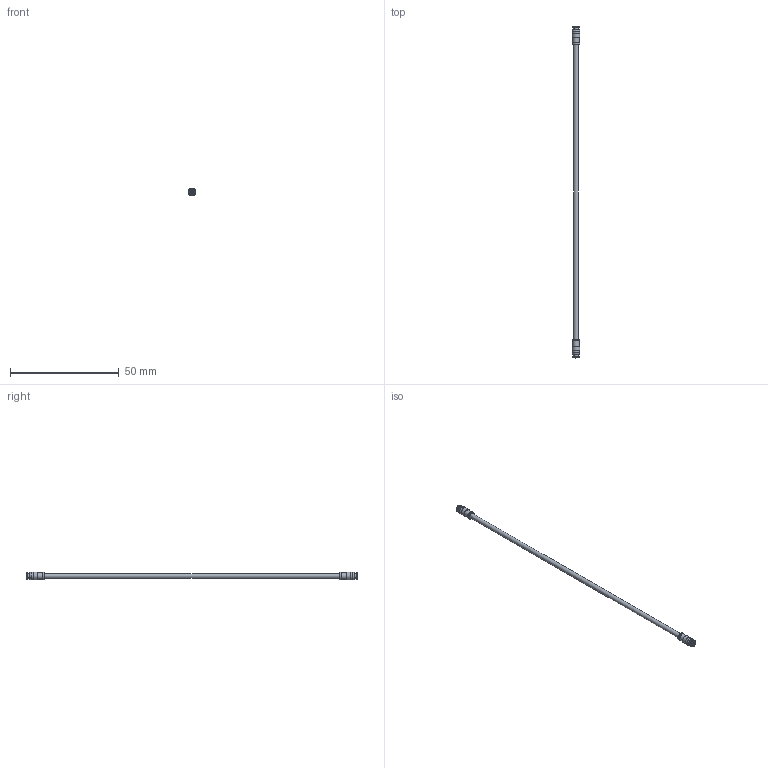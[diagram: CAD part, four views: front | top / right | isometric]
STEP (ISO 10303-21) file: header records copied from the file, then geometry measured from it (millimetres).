
FILE_DESCRIPTION(/* description */ ('Unknown'),/* implementation_level */ '2;1');
FILE_NAME(/* name */ '65503320815301',/* time_stamp */ '2020-01-14T10:37:03+01:00',/* author */ ('Unknown'),/* organization */ ('Unknown'),/* preprocessor_version */ 'ST-DEVELOPER v16.7',/* originating_system */ 'DEX',/* authorisation */ $);
FILE_SCHEMA (('AUTOMOTIVE_DESIGN {1 0 10303 214 3 1 1}'));
Length unit declared in the file: millimetre
Products named in the file (1): 65503320815301
Bounding box: 3.6 x 152.4 x 3.6 mm (x, y, z)
Volume: 637.5 mm3; surface area: 1389 mm2
Topology: 1 solids, 1 shells, 217 faces, 554 edges, 361 vertices
Faces by surface type: plane 100, cylinder 61, cone 54, torus 2
Full cylindrical faces by diameter (mm): 0.3 x2, 0.51 x2, 0.6 x2, 0.75 x2, 0.85 x2, 0.9 x2, 1.63 x2, 1.8 x2, 1.95 x2, 2.21 x1, 2.25 x4, 2.85 x2, 2.9 x2, 2.95 x2, 3.5 x4
Entity records: 7716 total; most frequent: CARTESIAN_POINT 1304, DIRECTION 1084, ORIENTED_EDGE 920, AXIS2_PLACEMENT_3D 502, EDGE_CURVE 460, VERTEX_POINT 326, FACE_BOUND 298, EDGE_LOOP 294
